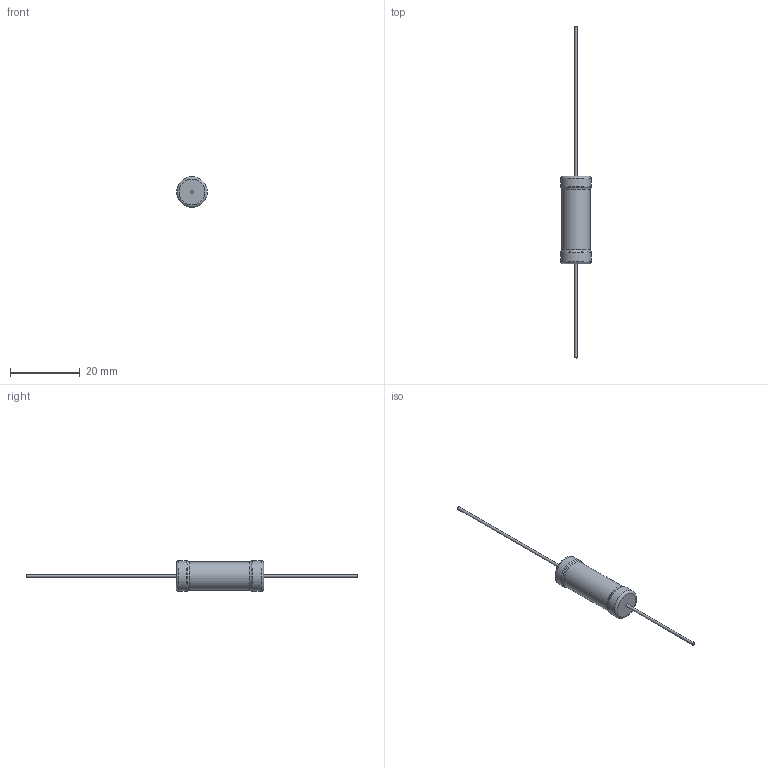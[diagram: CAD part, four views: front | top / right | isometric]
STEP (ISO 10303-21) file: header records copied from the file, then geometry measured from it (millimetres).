
FILE_DESCRIPTION(/* description */ (''),/* implementation_level */ '2;1');
FILE_NAME(/* name */ 'WHS7U-xyT07 wo tape.stp',/* time_stamp */ '2023-08-01T10:01:06-04:00',/* author */ ('avery.harrell'),/* organization */ (''),/* preprocessor_version */ 'ST-DEVELOPER v17.2',/* originating_system */ 'Autodesk Inventor 2019',/* authorisation */ '');
FILE_SCHEMA (('AUTOMOTIVE_DESIGN { 1 0 10303 214 3 1 1 }'));
Length unit declared in the file: millimetre
Products named in the file (4): WHS7U-xyT07 wo tape; WHS7 body; WHS7U lead 1; WHS7U lead 2
Assembly tree (3 placements, depth 2):
  WHS7U-xyT07 wo tape
    WHS7 body
    WHS7U lead 1
    WHS7U lead 2
Bounding box: 8.8 x 95 x 8.8 mm (x, y, z)
Volume: 1404.3 mm3; surface area: 943 mm2
Topology: 3 solids, 3 shells, 17 faces, 35 edges, 24 vertices
Faces by surface type: torus 6, plane 6, cylinder 5
Full cylindrical faces by diameter (mm): 0.8 x2, 8.2 x1, 8.8 x2
Entity records: 618 total; most frequent: DIRECTION 113, CARTESIAN_POINT 83, ORIENTED_EDGE 70, AXIS2_PLACEMENT_3D 54, EDGE_CURVE 35, CIRCLE 30, VERTEX_POINT 24, FACE_OUTER_BOUND 17
